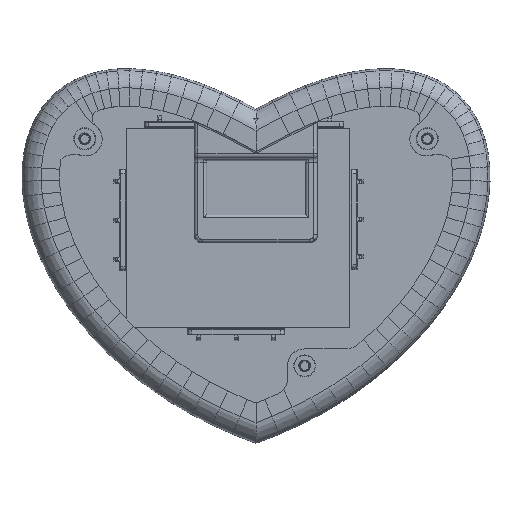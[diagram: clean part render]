
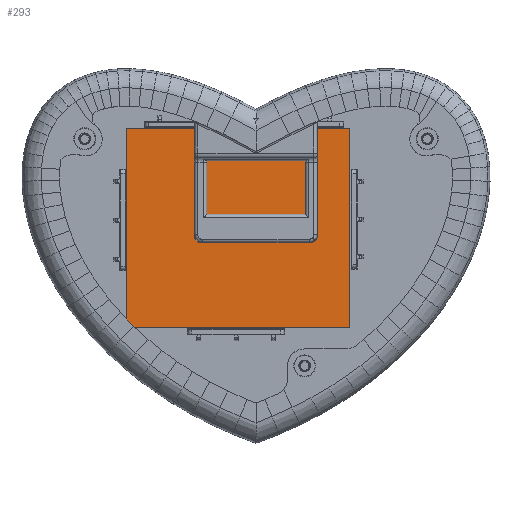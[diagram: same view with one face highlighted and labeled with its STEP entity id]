
A CAD part, top view. The second image highlights one B-rep face of the part: STEP entity #293.
In plain terms, the highlighted face is planar.
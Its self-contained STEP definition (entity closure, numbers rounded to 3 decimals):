
#120=DIRECTION('',(0.,0.,-1.));
#121=VECTOR('',#120,50.);
#122=CARTESIAN_POINT('',(0.,12.,0.));
#123=LINE('',#122,#121);
#163=DIRECTION('',(-1.,0.,0.));
#164=VECTOR('',#163,56.);
#165=CARTESIAN_POINT('',(56.,12.,0.));
#166=LINE('',#165,#164);
#177=DIRECTION('',(1.,0.,0.));
#178=VECTOR('',#177,56.);
#179=CARTESIAN_POINT('',(0.,12.,-50.));
#180=LINE('',#179,#178);
#191=DIRECTION('',(0.,0.,1.));
#192=VECTOR('',#191,50.);
#193=CARTESIAN_POINT('',(56.,12.,-50.));
#194=LINE('',#193,#192);
#213=CARTESIAN_POINT('',(0.,12.,-50.));
#214=CARTESIAN_POINT('',(56.,12.,-50.));
#215=VERTEX_POINT('',#213);
#216=VERTEX_POINT('',#214);
#217=CARTESIAN_POINT('',(56.,12.,0.));
#218=CARTESIAN_POINT('',(0.,12.,0.));
#219=VERTEX_POINT('',#217);
#220=VERTEX_POINT('',#218);
#280=CARTESIAN_POINT('',(0.,12.,0.));
#281=DIRECTION('',(0.,-1.,0.));
#282=DIRECTION('',(0.,0.,-1.));
#283=AXIS2_PLACEMENT_3D('',#280,#281,#282);
#284=PLANE('',#283);
#285=ORIENTED_EDGE('',*,*,#230,.T.);
#287=ORIENTED_EDGE('',*,*,#286,.T.);
#289=ORIENTED_EDGE('',*,*,#288,.T.);
#290=ORIENTED_EDGE('',*,*,#266,.T.);
#291=EDGE_LOOP('',(#285,#287,#289,#290));
#292=FACE_OUTER_BOUND('',#291,.F.);
#230=EDGE_CURVE('',#220,#215,#123,.T.);
#266=EDGE_CURVE('',#219,#220,#166,.T.);
#286=EDGE_CURVE('',#215,#216,#180,.T.);
#288=EDGE_CURVE('',#216,#219,#194,.T.);
#293=ADVANCED_FACE('',(#292),#284,.F.);
